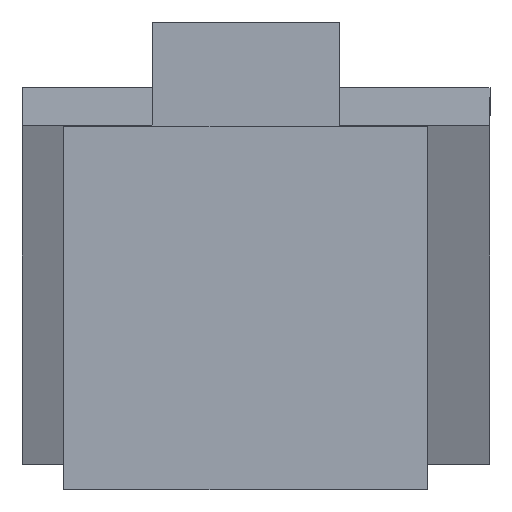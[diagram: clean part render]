
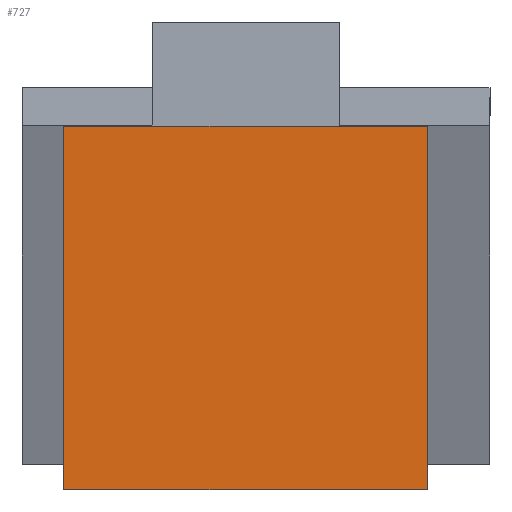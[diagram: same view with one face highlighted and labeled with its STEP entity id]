
A CAD part, front view. The second image highlights one B-rep face of the part: STEP entity #727.
In plain terms, the highlighted planar face has unit normal (0, -1, 0).
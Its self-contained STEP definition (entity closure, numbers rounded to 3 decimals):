
#15 = VERTEX_POINT ( 'NONE', #49 ) ;
#26 = DIRECTION ( 'NONE',  ( 0., 0., 1. ) ) ;
#49 = CARTESIAN_POINT ( 'NONE',  ( 0., 0., -350. ) ) ;
#100 = VERTEX_POINT ( 'NONE', #668 ) ;
#134 = VERTEX_POINT ( 'NONE', #1341 ) ;
#135 = EDGE_CURVE ( 'NONE', #100, #15, #990, .T. ) ;
#151 = DIRECTION ( 'NONE',  ( 0., -1., 0. ) ) ;
#198 = VECTOR ( 'NONE', #1359, 1000. ) ;
#232 = ORIENTED_EDGE ( 'NONE', *, *, #135, .F. ) ;
#268 = VECTOR ( 'NONE', #1117, 1000. ) ;
#538 = LINE ( 'NONE', #997, #268 ) ;
#586 = VECTOR ( 'NONE', #26, 1000. ) ;
#614 = PLANE ( 'NONE',  #836 ) ;
#668 = CARTESIAN_POINT ( 'NONE',  ( 350., 0., -350. ) ) ;
#727 = ADVANCED_FACE ( 'NONE', ( #1122 ), #614, .T. ) ;
#744 = DIRECTION ( 'NONE',  ( -1., 0., 0. ) ) ;
#758 = DIRECTION ( 'NONE',  ( 0., 0., -1. ) ) ;
#777 = VECTOR ( 'NONE', #744, 1000. ) ;
#786 = CARTESIAN_POINT ( 'NONE',  ( 350., 0., 0. ) ) ;
#836 = AXIS2_PLACEMENT_3D ( 'NONE', #1215, #151, #758 ) ;
#871 = VERTEX_POINT ( 'NONE', #1051 ) ;
#893 = ORIENTED_EDGE ( 'NONE', *, *, #1054, .F. ) ;
#938 = EDGE_LOOP ( 'NONE', ( #951, #232, #893, #1476 ) ) ;
#951 = ORIENTED_EDGE ( 'NONE', *, *, #1464, .F. ) ;
#990 = LINE ( 'NONE', #1116, #777 ) ;
#997 = CARTESIAN_POINT ( 'NONE',  ( 0., 0., 0. ) ) ;
#1051 = CARTESIAN_POINT ( 'NONE',  ( 350., 0., 0. ) ) ;
#1054 = EDGE_CURVE ( 'NONE', #871, #100, #1366, .T. ) ;
#1116 = CARTESIAN_POINT ( 'NONE',  ( 0., 0., -350. ) ) ;
#1117 = DIRECTION ( 'NONE',  ( 1., 0., 0. ) ) ;
#1122 = FACE_OUTER_BOUND ( 'NONE', #938, .T. ) ;
#1177 = EDGE_CURVE ( 'NONE', #134, #871, #538, .T. ) ;
#1203 = CARTESIAN_POINT ( 'NONE',  ( 0., 0., 0. ) ) ;
#1215 = CARTESIAN_POINT ( 'NONE',  ( 0., 0., 0. ) ) ;
#1313 = LINE ( 'NONE', #1203, #586 ) ;
#1341 = CARTESIAN_POINT ( 'NONE',  ( 0., 0., 0. ) ) ;
#1359 = DIRECTION ( 'NONE',  ( 0., 0., -1. ) ) ;
#1366 = LINE ( 'NONE', #786, #198 ) ;
#1464 = EDGE_CURVE ( 'NONE', #15, #134, #1313, .T. ) ;
#1476 = ORIENTED_EDGE ( 'NONE', *, *, #1177, .F. ) ;
